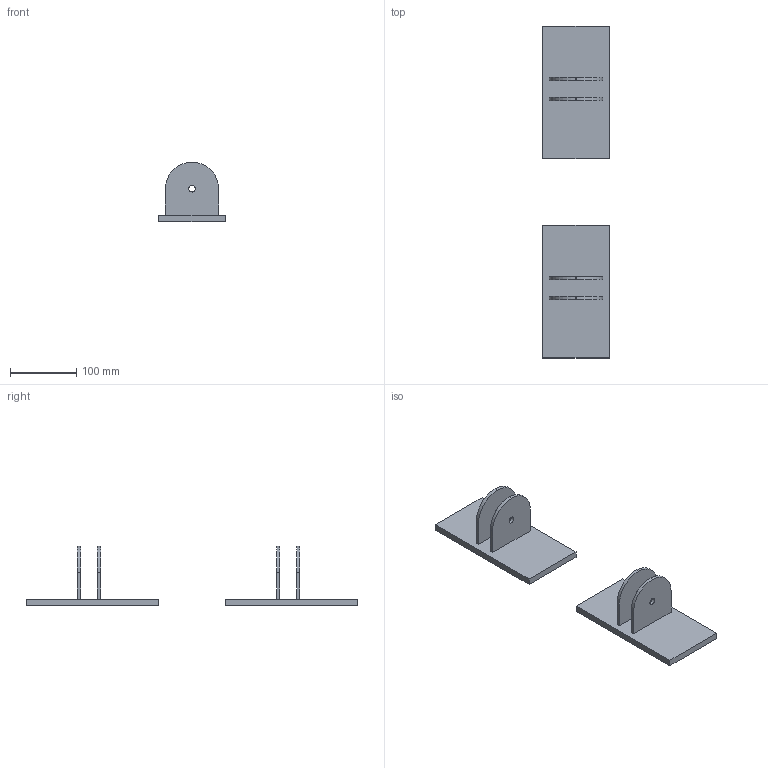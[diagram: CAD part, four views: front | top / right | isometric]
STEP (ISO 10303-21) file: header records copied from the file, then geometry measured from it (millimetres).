
FILE_DESCRIPTION(('Open CASCADE Model'),'2;1');
FILE_NAME('Open CASCADE Shape Model','2023-11-30T10:59:03',('Author'),( 'Open CASCADE'),'Open CASCADE STEP processor 7.7','Open CASCADE 7.7' ,'Unknown');
FILE_SCHEMA(('AUTOMOTIVE_DESIGN { 1 0 10303 214 1 1 1 1 }'));
Length unit declared in the file: millimetre
Products named in the file (4): Open CASCADE STEP translator 7.7 2; Open CASCADE STEP translator 7.7 2.1; Open CASCADE STEP translator 7.7 2.1.1; Open CASCADE STEP translator 7.7 2.1.2
Assembly tree (3 placements, depth 3):
  Open CASCADE STEP translator 7.7 2
    Open CASCADE STEP translator 7.7 2.1
      Open CASCADE STEP translator 7.7 2.1.1
      Open CASCADE STEP translator 7.7 2.1.2
Bounding box: 100 x 500 x 90 mm (x, y, z)
Volume: 512701.6 mm3; surface area: 140222.4 mm2
Topology: 2 solids, 2 shells, 44 faces, 108 edges, 72 vertices
Faces by surface type: plane 32, cylinder 12
Full cylindrical faces by diameter (mm): 10 x4
Entity records: 2814 total; most frequent: CARTESIAN_POINT 516, DIRECTION 432, LINE 276, VECTOR 276, ORIENTED_EDGE 216, PCURVE 216, DEFINITIONAL_REPRESENTATION 216, EDGE_CURVE 108
